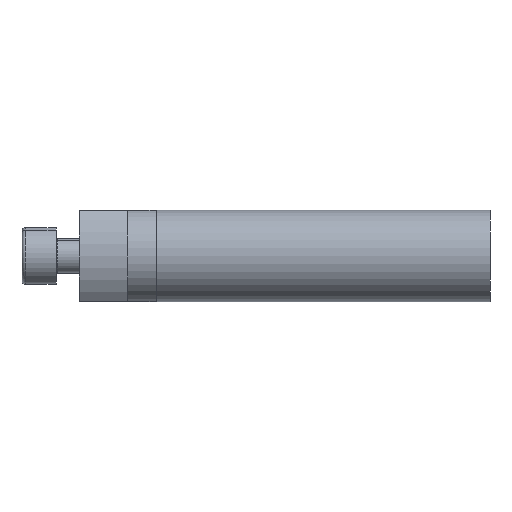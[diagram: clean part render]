
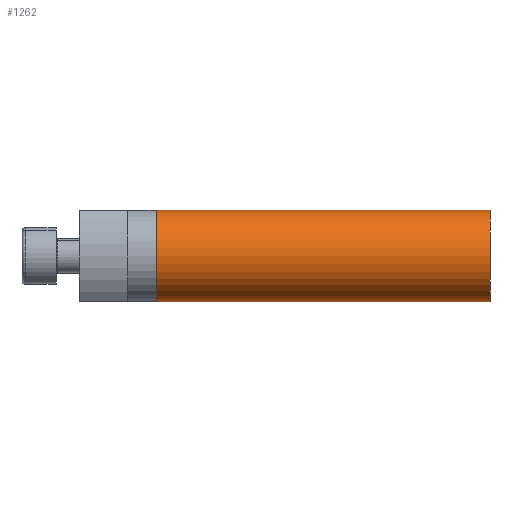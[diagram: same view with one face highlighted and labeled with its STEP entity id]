
A CAD part, left-side view. The second image highlights one B-rep face of the part: STEP entity #1262.
In plain terms, the highlighted cylindrical face has radius 8 mm (diameter 16 mm), a partial arc.
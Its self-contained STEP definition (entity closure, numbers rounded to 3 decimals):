
#18 = VECTOR ( 'NONE', #869, 1000. ) ;
#26 = CARTESIAN_POINT ( 'NONE',  ( 0., 0., -8. ) ) ;
#70 = EDGE_CURVE ( 'NONE', #397, #1404, #286, .T. ) ;
#71 = VERTEX_POINT ( 'NONE', #468 ) ;
#81 = ORIENTED_EDGE ( 'NONE', *, *, #70, .F. ) ;
#108 = DIRECTION ( 'NONE',  ( 0., -1., 0. ) ) ;
#238 = DIRECTION ( 'NONE',  ( 0., -1., 0. ) ) ;
#252 = DIRECTION ( 'NONE',  ( 0., -1., 0. ) ) ;
#281 = AXIS2_PLACEMENT_3D ( 'NONE', #906, #308, #1338 ) ;
#286 = CIRCLE ( 'NONE', #281, 8. ) ;
#308 = DIRECTION ( 'NONE',  ( 0., -1., 0. ) ) ;
#397 = VERTEX_POINT ( 'NONE', #1822 ) ;
#421 = EDGE_CURVE ( 'NONE', #71, #1404, #1692, .T. ) ;
#468 = CARTESIAN_POINT ( 'NONE',  ( 0., 58.5, -8. ) ) ;
#498 = ORIENTED_EDGE ( 'NONE', *, *, #421, .T. ) ;
#536 = CARTESIAN_POINT ( 'NONE',  ( 0., -2.858, -8. ) ) ;
#604 = ORIENTED_EDGE ( 'NONE', *, *, #849, .T. ) ;
#674 = CARTESIAN_POINT ( 'NONE',  ( 0., 58.5, 8. ) ) ;
#688 = VECTOR ( 'NONE', #252, 1000. ) ;
#709 = CARTESIAN_POINT ( 'NONE',  ( 0., -2.858, 0. ) ) ;
#797 = ORIENTED_EDGE ( 'NONE', *, *, #858, .F. ) ;
#802 = VERTEX_POINT ( 'NONE', #674 ) ;
#830 = DIRECTION ( 'NONE',  ( 0., 0., -1. ) ) ;
#840 = AXIS2_PLACEMENT_3D ( 'NONE', #1254, #238, #830 ) ;
#849 = EDGE_CURVE ( 'NONE', #802, #71, #1500, .T. ) ;
#858 = EDGE_CURVE ( 'NONE', #802, #397, #1156, .T. ) ;
#869 = DIRECTION ( 'NONE',  ( 0., -1., 0. ) ) ;
#872 = EDGE_LOOP ( 'NONE', ( #797, #604, #498, #81 ) ) ;
#906 = CARTESIAN_POINT ( 'NONE',  ( 0., 0., 0. ) ) ;
#1156 = LINE ( 'NONE', #1282, #18 ) ;
#1254 = CARTESIAN_POINT ( 'NONE',  ( 0., 58.5, 0. ) ) ;
#1262 = ADVANCED_FACE ( 'Fl�che1', ( #1407 ), #1722, .T. ) ;
#1282 = CARTESIAN_POINT ( 'NONE',  ( 0., -2.858, 8. ) ) ;
#1338 = DIRECTION ( 'NONE',  ( 0., 0., -1. ) ) ;
#1404 = VERTEX_POINT ( 'NONE', #26 ) ;
#1407 = FACE_OUTER_BOUND ( 'NONE', #872, .T. ) ;
#1500 = CIRCLE ( 'NONE', #840, 8. ) ;
#1503 = AXIS2_PLACEMENT_3D ( 'NONE', #709, #108, #1850 ) ;
#1692 = LINE ( 'NONE', #536, #688 ) ;
#1722 = CYLINDRICAL_SURFACE ( 'NONE', #1503, 8. ) ;
#1822 = CARTESIAN_POINT ( 'NONE',  ( 0., 0., 8. ) ) ;
#1850 = DIRECTION ( 'NONE',  ( 0., 0., -1. ) ) ;
